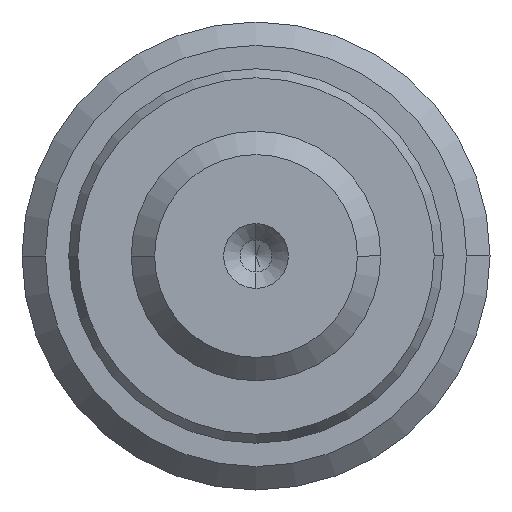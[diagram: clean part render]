
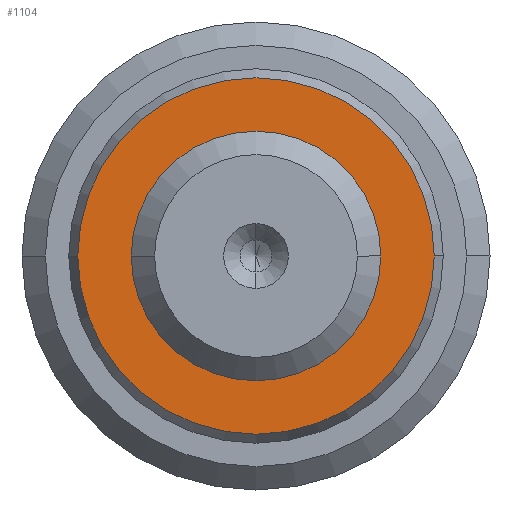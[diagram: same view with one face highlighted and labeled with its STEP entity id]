
A CAD part, left-side view. The second image highlights one B-rep face of the part: STEP entity #1104.
In plain terms, the highlighted planar face has unit normal (-1, 0, 0).
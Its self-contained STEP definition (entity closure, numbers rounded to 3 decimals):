
#39 = DIRECTION ( 'NONE',  ( 0., -1., 0. ) ) ;
#44 = CIRCLE ( 'NONE', #1319, 11.423 ) ;
#138 = ORIENTED_EDGE ( 'NONE', *, *, #2392, .T. ) ;
#163 = DIRECTION ( 'NONE',  ( -1., 0., 0. ) ) ;
#197 = DIRECTION ( 'NONE',  ( 0., -1., 0. ) ) ;
#350 = EDGE_LOOP ( 'NONE', ( #138, #1215 ) ) ;
#422 = FACE_BOUND ( 'NONE', #543, .T. ) ;
#489 = CARTESIAN_POINT ( 'NONE',  ( -24.5, 11.423, 0. ) ) ;
#543 = EDGE_LOOP ( 'NONE', ( #852, #1545 ) ) ;
#555 = PLANE ( 'NONE',  #1469 ) ;
#630 = CARTESIAN_POINT ( 'NONE',  ( -24.5, 0., 0. ) ) ;
#639 = CARTESIAN_POINT ( 'NONE',  ( -24.5, 0., 0. ) ) ;
#762 = CIRCLE ( 'NONE', #2301, 6. ) ;
#852 = ORIENTED_EDGE ( 'NONE', *, *, #1418, .T. ) ;
#942 = FACE_OUTER_BOUND ( 'NONE', #350, .T. ) ;
#957 = DIRECTION ( 'NONE',  ( 1., 0., 0. ) ) ;
#1104 = ADVANCED_FACE ( 'NONE', ( #422, #942 ), #555, .T. ) ;
#1176 = CARTESIAN_POINT ( 'NONE',  ( -24.5, 0., 0. ) ) ;
#1215 = ORIENTED_EDGE ( 'NONE', *, *, #2349, .T. ) ;
#1280 = AXIS2_PLACEMENT_3D ( 'NONE', #2249, #957, #1741 ) ;
#1314 = DIRECTION ( 'NONE',  ( 0., -1., 0. ) ) ;
#1319 = AXIS2_PLACEMENT_3D ( 'NONE', #630, #1902, #197 ) ;
#1386 = DIRECTION ( 'NONE',  ( 1., 0., 0. ) ) ;
#1401 = CARTESIAN_POINT ( 'NONE',  ( -24.5, 0., 6. ) ) ;
#1418 = EDGE_CURVE ( 'NONE', #2175, #2132, #1590, .T. ) ;
#1469 = AXIS2_PLACEMENT_3D ( 'NONE', #1176, #163, #1314 ) ;
#1545 = ORIENTED_EDGE ( 'NONE', *, *, #2281, .T. ) ;
#1577 = DIRECTION ( 'NONE',  ( 0., -1., 0. ) ) ;
#1590 = CIRCLE ( 'NONE', #1280, 6. ) ;
#1716 = CIRCLE ( 'NONE', #2064, 11.423 ) ;
#1741 = DIRECTION ( 'NONE',  ( 0., -1., 0. ) ) ;
#1745 = CARTESIAN_POINT ( 'NONE',  ( -24.5, 0., 0. ) ) ;
#1762 = DIRECTION ( 'NONE',  ( -1., 0., 0. ) ) ;
#1764 = CARTESIAN_POINT ( 'NONE',  ( -24.5, 0., -6. ) ) ;
#1879 = CARTESIAN_POINT ( 'NONE',  ( -24.5, -11.423, 0. ) ) ;
#1902 = DIRECTION ( 'NONE',  ( -1., 0., 0. ) ) ;
#2064 = AXIS2_PLACEMENT_3D ( 'NONE', #1745, #1762, #39 ) ;
#2132 = VERTEX_POINT ( 'NONE', #1764 ) ;
#2175 = VERTEX_POINT ( 'NONE', #1401 ) ;
#2249 = CARTESIAN_POINT ( 'NONE',  ( -24.5, 0., 0. ) ) ;
#2251 = VERTEX_POINT ( 'NONE', #489 ) ;
#2281 = EDGE_CURVE ( 'NONE', #2132, #2175, #762, .T. ) ;
#2301 = AXIS2_PLACEMENT_3D ( 'NONE', #639, #1386, #1577 ) ;
#2328 = VERTEX_POINT ( 'NONE', #1879 ) ;
#2349 = EDGE_CURVE ( 'NONE', #2328, #2251, #44, .T. ) ;
#2392 = EDGE_CURVE ( 'NONE', #2251, #2328, #1716, .T. ) ;
